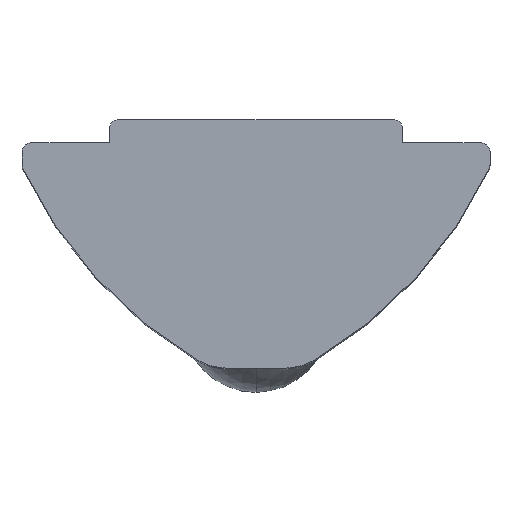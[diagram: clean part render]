
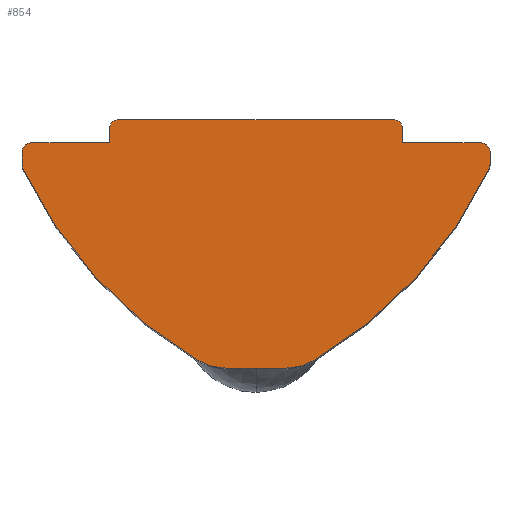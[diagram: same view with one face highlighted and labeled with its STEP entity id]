
A CAD part, top view. The second image highlights one B-rep face of the part: STEP entity #854.
In plain terms, the highlighted planar face has unit normal (0, 0, 1).
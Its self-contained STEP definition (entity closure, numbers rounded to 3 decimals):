
#3 = VERTEX_POINT ( 'NONE', #143 ) ;
#13 = VECTOR ( 'NONE', #68, 1000. ) ;
#17 = DIRECTION ( 'NONE',  ( 1., 0., 0. ) ) ;
#21 = CARTESIAN_POINT ( 'NONE',  ( -0.977, -6.5, 11.5 ) ) ;
#44 = CARTESIAN_POINT ( 'NONE',  ( 7.7, -0.8, 11.5 ) ) ;
#49 = VERTEX_POINT ( 'NONE', #613 ) ;
#54 = VERTEX_POINT ( 'NONE', #959 ) ;
#68 = DIRECTION ( 'NONE',  ( -1., 0., 0. ) ) ;
#74 = ORIENTED_EDGE ( 'NONE', *, *, #1005, .T. ) ;
#101 = AXIS2_PLACEMENT_3D ( 'NONE', #459, #280, #808 ) ;
#104 = CARTESIAN_POINT ( 'NONE',  ( -8., -1.533, 11.5 ) ) ;
#112 = DIRECTION ( 'NONE',  ( 0., 0., 1. ) ) ;
#125 = CARTESIAN_POINT ( 'NONE',  ( 8., -1.533, 11.5 ) ) ;
#126 = DIRECTION ( 'NONE',  ( 0., 0., 1. ) ) ;
#131 = EDGE_CURVE ( 'NONE', #987, #49, #274, .T. ) ;
#133 = ORIENTED_EDGE ( 'NONE', *, *, #1113, .T. ) ;
#143 = CARTESIAN_POINT ( 'NONE',  ( 1.99, -8.224, 11.5 ) ) ;
#160 = VECTOR ( 'NONE', #1122, 1000. ) ;
#162 = ORIENTED_EDGE ( 'NONE', *, *, #429, .T. ) ;
#174 = EDGE_CURVE ( 'NONE', #1027, #446, #999, .T. ) ;
#185 = LINE ( 'NONE', #773, #326 ) ;
#187 = CARTESIAN_POINT ( 'NONE',  ( -5., -0.8, 11.5 ) ) ;
#190 = CARTESIAN_POINT ( 'NONE',  ( 7.7, -1.533, 11.5 ) ) ;
#194 = EDGE_CURVE ( 'NONE', #240, #232, #1106, .T. ) ;
#202 = DIRECTION ( 'NONE',  ( 0., 0., 1. ) ) ;
#204 = DIRECTION ( 'NONE',  ( 0., -1., 0. ) ) ;
#207 = CARTESIAN_POINT ( 'NONE',  ( 7.972, -1.661, 11.5 ) ) ;
#210 = CARTESIAN_POINT ( 'NONE',  ( 8., -1.1, 11.5 ) ) ;
#218 = VECTOR ( 'NONE', #625, 1000. ) ;
#232 = VERTEX_POINT ( 'NONE', #644 ) ;
#240 = VERTEX_POINT ( 'NONE', #649 ) ;
#245 = ORIENTED_EDGE ( 'NONE', *, *, #262, .T. ) ;
#256 = VERTEX_POINT ( 'NONE', #44 ) ;
#260 = ORIENTED_EDGE ( 'NONE', *, *, #958, .T. ) ;
#262 = EDGE_CURVE ( 'NONE', #788, #256, #692, .T. ) ;
#265 = FACE_OUTER_BOUND ( 'NONE', #1103, .T. ) ;
#273 = AXIS2_PLACEMENT_3D ( 'NONE', #529, #877, #786 ) ;
#274 = LINE ( 'NONE', #712, #796 ) ;
#280 = DIRECTION ( 'NONE',  ( 0., 0., 1. ) ) ;
#283 = LINE ( 'NONE', #888, #341 ) ;
#290 = CARTESIAN_POINT ( 'NONE',  ( 5., -0.8, 11.5 ) ) ;
#295 = DIRECTION ( 'NONE',  ( 0., 0., 1. ) ) ;
#315 = VERTEX_POINT ( 'NONE', #803 ) ;
#324 = AXIS2_PLACEMENT_3D ( 'NONE', #740, #990, #633 ) ;
#326 = VECTOR ( 'NONE', #1129, 1000. ) ;
#336 = LINE ( 'NONE', #935, #13 ) ;
#341 = VECTOR ( 'NONE', #17, 1000. ) ;
#351 = DIRECTION ( 'NONE',  ( 0., 0., 1. ) ) ;
#354 = PLANE ( 'NONE',  #966 ) ;
#358 = AXIS2_PLACEMENT_3D ( 'NONE', #716, #637, #1061 ) ;
#360 = CIRCLE ( 'NONE', #1053, 0.3 ) ;
#362 = VECTOR ( 'NONE', #612, 1000. ) ;
#367 = CARTESIAN_POINT ( 'NONE',  ( -5., -0.3, 11.5 ) ) ;
#370 = DIRECTION ( 'NONE',  ( 1., 0., 0. ) ) ;
#371 = ORIENTED_EDGE ( 'NONE', *, *, #1118, .T. ) ;
#381 = AXIS2_PLACEMENT_3D ( 'NONE', #21, #960, #370 ) ;
#386 = ORIENTED_EDGE ( 'NONE', *, *, #734, .T. ) ;
#392 = VERTEX_POINT ( 'NONE', #647 ) ;
#400 = CIRCLE ( 'NONE', #1037, 15. ) ;
#403 = AXIS2_PLACEMENT_3D ( 'NONE', #1050, #1056, #456 ) ;
#408 = ORIENTED_EDGE ( 'NONE', *, *, #666, .T. ) ;
#411 = ORIENTED_EDGE ( 'NONE', *, *, #926, .T. ) ;
#429 = EDGE_CURVE ( 'NONE', #731, #652, #360, .T. ) ;
#446 = VERTEX_POINT ( 'NONE', #125 ) ;
#456 = DIRECTION ( 'NONE',  ( 1., 0., 0. ) ) ;
#459 = CARTESIAN_POINT ( 'NONE',  ( -7.7, -1.1, 11.5 ) ) ;
#503 = EDGE_CURVE ( 'NONE', #54, #315, #336, .T. ) ;
#511 = CIRCLE ( 'NONE', #932, 0.3 ) ;
#520 = CARTESIAN_POINT ( 'NONE',  ( 5., -0.8, 11.5 ) ) ;
#529 = CARTESIAN_POINT ( 'NONE',  ( 5.609, 4.708, 11.5 ) ) ;
#543 = CIRCLE ( 'NONE', #358, 0.3 ) ;
#547 = CIRCLE ( 'NONE', #381, 2. ) ;
#570 = ORIENTED_EDGE ( 'NONE', *, *, #194, .T. ) ;
#577 = ORIENTED_EDGE ( 'NONE', *, *, #131, .T. ) ;
#602 = AXIS2_PLACEMENT_3D ( 'NONE', #190, #202, #631 ) ;
#612 = DIRECTION ( 'NONE',  ( -1., 0., 0. ) ) ;
#613 = CARTESIAN_POINT ( 'NONE',  ( 5., -0.3, 11.5 ) ) ;
#616 = CARTESIAN_POINT ( 'NONE',  ( -5.609, 4.708, 11.5 ) ) ;
#625 = DIRECTION ( 'NONE',  ( 0., -1., 0. ) ) ;
#631 = DIRECTION ( 'NONE',  ( 1., 0., 0. ) ) ;
#633 = DIRECTION ( 'NONE',  ( 1., 0., 0. ) ) ;
#637 = DIRECTION ( 'NONE',  ( 0., 0., 1. ) ) ;
#643 = CARTESIAN_POINT ( 'NONE',  ( 4.7, -0.3, 11.5 ) ) ;
#644 = CARTESIAN_POINT ( 'NONE',  ( -8., -1.1, 11.5 ) ) ;
#647 = CARTESIAN_POINT ( 'NONE',  ( 0.977, -8.5, 11.5 ) ) ;
#649 = CARTESIAN_POINT ( 'NONE',  ( -7.7, -0.8, 11.5 ) ) ;
#652 = VERTEX_POINT ( 'NONE', #810 ) ;
#657 = VECTOR ( 'NONE', #204, 1000. ) ;
#666 = EDGE_CURVE ( 'NONE', #392, #3, #1020, .T. ) ;
#668 = VERTEX_POINT ( 'NONE', #187 ) ;
#679 = ORIENTED_EDGE ( 'NONE', *, *, #944, .T. ) ;
#692 = CIRCLE ( 'NONE', #324, 0.3 ) ;
#712 = CARTESIAN_POINT ( 'NONE',  ( 5., 0., 11.5 ) ) ;
#716 = CARTESIAN_POINT ( 'NONE',  ( -4.7, -0.3, 11.5 ) ) ;
#731 = VERTEX_POINT ( 'NONE', #104 ) ;
#734 = EDGE_CURVE ( 'NONE', #865, #1071, #547, .T. ) ;
#736 = LINE ( 'NONE', #991, #657 ) ;
#740 = CARTESIAN_POINT ( 'NONE',  ( 7.7, -1.1, 11.5 ) ) ;
#746 = ORIENTED_EDGE ( 'NONE', *, *, #747, .T. ) ;
#747 = EDGE_CURVE ( 'NONE', #652, #865, #839, .T. ) ;
#769 = EDGE_CURVE ( 'NONE', #1115, #668, #736, .T. ) ;
#773 = CARTESIAN_POINT ( 'NONE',  ( -5., -0.8, 11.5 ) ) ;
#777 = CARTESIAN_POINT ( 'NONE',  ( 8., -0.8, 11.5 ) ) ;
#786 = DIRECTION ( 'NONE',  ( 1., 0., 0. ) ) ;
#788 = VERTEX_POINT ( 'NONE', #210 ) ;
#796 = VECTOR ( 'NONE', #954, 1000. ) ;
#800 = CARTESIAN_POINT ( 'NONE',  ( -0.977, -8.5, 11.5 ) ) ;
#803 = CARTESIAN_POINT ( 'NONE',  ( -4.7, 0., 11.5 ) ) ;
#808 = DIRECTION ( 'NONE',  ( 1., 0., 0. ) ) ;
#810 = CARTESIAN_POINT ( 'NONE',  ( -7.972, -1.661, 11.5 ) ) ;
#812 = DIRECTION ( 'NONE',  ( 1., 0., 0. ) ) ;
#834 = ORIENTED_EDGE ( 'NONE', *, *, #1059, .T. ) ;
#839 = CIRCLE ( 'NONE', #273, 15. ) ;
#842 = EDGE_CURVE ( 'NONE', #668, #240, #185, .T. ) ;
#843 = ORIENTED_EDGE ( 'NONE', *, *, #503, .T. ) ;
#847 = ORIENTED_EDGE ( 'NONE', *, *, #174, .T. ) ;
#854 = ADVANCED_FACE ( 'NONE', ( #265 ), #354, .T. ) ;
#860 = ORIENTED_EDGE ( 'NONE', *, *, #842, .T. ) ;
#865 = VERTEX_POINT ( 'NONE', #1044 ) ;
#877 = DIRECTION ( 'NONE',  ( 0., 0., 1. ) ) ;
#888 = CARTESIAN_POINT ( 'NONE',  ( -1.5, -8.5, 11.5 ) ) ;
#896 = DIRECTION ( 'NONE',  ( 1., 0., 0. ) ) ;
#908 = CARTESIAN_POINT ( 'NONE',  ( -5.609, 4.708, 11.5 ) ) ;
#926 = EDGE_CURVE ( 'NONE', #256, #987, #952, .T. ) ;
#932 = AXIS2_PLACEMENT_3D ( 'NONE', #643, #126, #812 ) ;
#935 = CARTESIAN_POINT ( 'NONE',  ( -5., 0., 11.5 ) ) ;
#944 = EDGE_CURVE ( 'NONE', #446, #788, #1051, .T. ) ;
#952 = LINE ( 'NONE', #520, #362 ) ;
#954 = DIRECTION ( 'NONE',  ( 0., 1., 0. ) ) ;
#957 = DIRECTION ( 'NONE',  ( 1., 0., 0. ) ) ;
#958 = EDGE_CURVE ( 'NONE', #49, #54, #511, .T. ) ;
#959 = CARTESIAN_POINT ( 'NONE',  ( 4.7, 0., 11.5 ) ) ;
#960 = DIRECTION ( 'NONE',  ( 0., 0., 1. ) ) ;
#966 = AXIS2_PLACEMENT_3D ( 'NONE', #616, #351, #957 ) ;
#968 = ORIENTED_EDGE ( 'NONE', *, *, #769, .T. ) ;
#973 = CARTESIAN_POINT ( 'NONE',  ( -8., -0.8, 11.5 ) ) ;
#982 = LINE ( 'NONE', #973, #218 ) ;
#987 = VERTEX_POINT ( 'NONE', #290 ) ;
#990 = DIRECTION ( 'NONE',  ( 0., 0., 1. ) ) ;
#991 = CARTESIAN_POINT ( 'NONE',  ( -5., 0., 11.5 ) ) ;
#993 = DIRECTION ( 'NONE',  ( 1., 0., 0. ) ) ;
#999 = CIRCLE ( 'NONE', #602, 0.3 ) ;
#1005 = EDGE_CURVE ( 'NONE', #232, #731, #982, .T. ) ;
#1020 = CIRCLE ( 'NONE', #403, 2. ) ;
#1027 = VERTEX_POINT ( 'NONE', #207 ) ;
#1037 = AXIS2_PLACEMENT_3D ( 'NONE', #908, #112, #896 ) ;
#1044 = CARTESIAN_POINT ( 'NONE',  ( -1.99, -8.224, 11.5 ) ) ;
#1050 = CARTESIAN_POINT ( 'NONE',  ( 0.977, -6.5, 11.5 ) ) ;
#1051 = LINE ( 'NONE', #777, #160 ) ;
#1053 = AXIS2_PLACEMENT_3D ( 'NONE', #1077, #295, #993 ) ;
#1056 = DIRECTION ( 'NONE',  ( 0., 0., 1. ) ) ;
#1059 = EDGE_CURVE ( 'NONE', #3, #1027, #400, .T. ) ;
#1061 = DIRECTION ( 'NONE',  ( 1., 0., 0. ) ) ;
#1071 = VERTEX_POINT ( 'NONE', #800 ) ;
#1077 = CARTESIAN_POINT ( 'NONE',  ( -7.7, -1.533, 11.5 ) ) ;
#1103 = EDGE_LOOP ( 'NONE', ( #133, #408, #834, #847, #679, #245, #411, #577, #260, #843, #371, #968, #860, #570, #74, #162, #746, #386 ) ) ;
#1106 = CIRCLE ( 'NONE', #101, 0.3 ) ;
#1113 = EDGE_CURVE ( 'NONE', #1071, #392, #283, .T. ) ;
#1115 = VERTEX_POINT ( 'NONE', #367 ) ;
#1118 = EDGE_CURVE ( 'NONE', #315, #1115, #543, .T. ) ;
#1122 = DIRECTION ( 'NONE',  ( 0., 1., 0. ) ) ;
#1129 = DIRECTION ( 'NONE',  ( -1., 0., 0. ) ) ;
